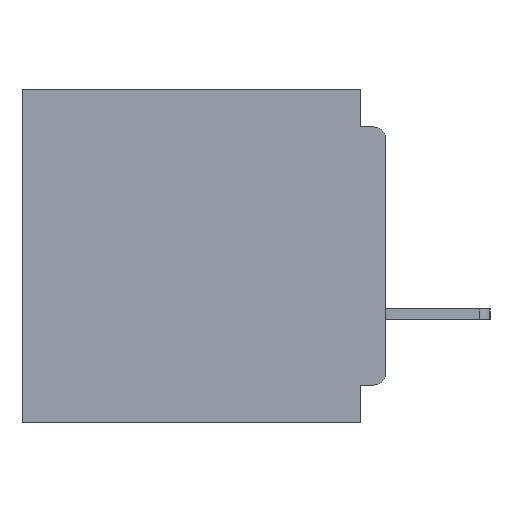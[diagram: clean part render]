
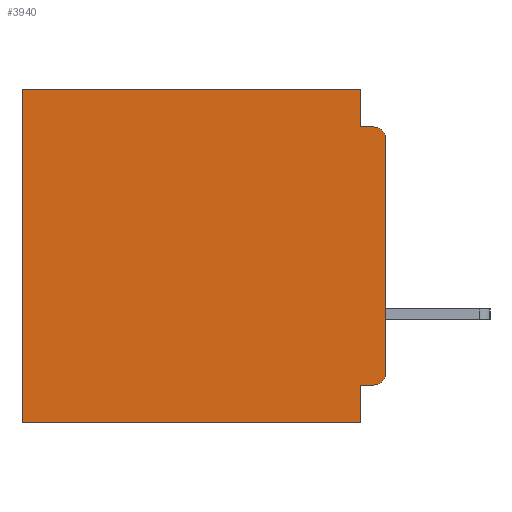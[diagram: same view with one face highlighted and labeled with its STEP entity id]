
A CAD part, left-side view. The second image highlights one B-rep face of the part: STEP entity #3940.
In plain terms, the highlighted planar face has unit normal (-1, 0, 0).
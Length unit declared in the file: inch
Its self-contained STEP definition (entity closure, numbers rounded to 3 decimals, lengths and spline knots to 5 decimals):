
#652 = DIRECTION ( 'NONE',  ( 0., 1., 0. ) ) ;
#2851 = CARTESIAN_POINT ( 'NONE',  ( 0.3, 0.031, -0.045 ) ) ;
#3360 = VECTOR ( 'NONE', #33034, 39.37008 ) ;
#3647 = CIRCLE ( 'NONE', #35392, 0.015 ) ;
#3940 = ADVANCED_FACE ( 'NONE', ( #17834 ), #14024, .F. ) ;
#3966 = EDGE_LOOP ( 'NONE', ( #20235, #28550, #31144, #24591, #5209, #17172, #22495, #11931, #14562, #10618 ) ) ;
#4782 = VERTEX_POINT ( 'NONE', #2851 ) ;
#4804 = VECTOR ( 'NONE', #21438, 39.37008 ) ;
#4906 = CARTESIAN_POINT ( 'NONE',  ( 0.3, 0.031, -0.4 ) ) ;
#5209 = ORIENTED_EDGE ( 'NONE', *, *, #25757, .T. ) ;
#5411 = LINE ( 'NONE', #23106, #19566 ) ;
#5493 = EDGE_CURVE ( 'NONE', #27241, #11239, #27327, .T. ) ;
#5801 = EDGE_CURVE ( 'NONE', #17672, #32133, #18591, .T. ) ;
#7050 = VERTEX_POINT ( 'NONE', #20599 ) ;
#8162 = CARTESIAN_POINT ( 'NONE',  ( 0.3, 0.015, -0.355 ) ) ;
#8351 = EDGE_CURVE ( 'NONE', #27241, #31033, #32766, .T. ) ;
#8554 = VERTEX_POINT ( 'NONE', #34680 ) ;
#8896 = DIRECTION ( 'NONE',  ( 0., 1., 0. ) ) ;
#9056 = CARTESIAN_POINT ( 'NONE',  ( 0.3, 0., -0.355 ) ) ;
#10097 = EDGE_CURVE ( 'NONE', #22161, #31179, #26744, .T. ) ;
#10618 = ORIENTED_EDGE ( 'NONE', *, *, #25533, .T. ) ;
#10873 = CARTESIAN_POINT ( 'NONE',  ( 0.3, 0.031, -0.355 ) ) ;
#11170 = DIRECTION ( 'NONE',  ( 0., 0., -1. ) ) ;
#11239 = VERTEX_POINT ( 'NONE', #19862 ) ;
#11539 = CARTESIAN_POINT ( 'NONE',  ( 0.3, 0.015, -0.06 ) ) ;
#11824 = VECTOR ( 'NONE', #8896, 39.37008 ) ;
#11931 = ORIENTED_EDGE ( 'NONE', *, *, #24538, .F. ) ;
#12655 = DIRECTION ( 'NONE',  ( -1., 0., 0. ) ) ;
#13935 = CARTESIAN_POINT ( 'NONE',  ( 0.3, 0.015, -0.34 ) ) ;
#14024 = PLANE ( 'NONE',  #21047 ) ;
#14442 = CARTESIAN_POINT ( 'NONE',  ( 0.3, 0., -0.4 ) ) ;
#14562 = ORIENTED_EDGE ( 'NONE', *, *, #10097, .F. ) ;
#15795 = CARTESIAN_POINT ( 'NONE',  ( 0.3, 0.031, 0. ) ) ;
#16252 = EDGE_CURVE ( 'NONE', #8554, #4782, #24590, .T. ) ;
#16666 = CARTESIAN_POINT ( 'NONE',  ( 0.3, 0., -0.06 ) ) ;
#16782 = DIRECTION ( 'NONE',  ( 0., 0., -1. ) ) ;
#17172 = ORIENTED_EDGE ( 'NONE', *, *, #19231, .T. ) ;
#17358 = EDGE_CURVE ( 'NONE', #4782, #31033, #33189, .T. ) ;
#17672 = VERTEX_POINT ( 'NONE', #4906 ) ;
#17732 = CARTESIAN_POINT ( 'NONE',  ( 0.3, 0., -0.045 ) ) ;
#17834 = FACE_OUTER_BOUND ( 'NONE', #3966, .T. ) ;
#17913 = CARTESIAN_POINT ( 'NONE',  ( 0.3, 0., 0. ) ) ;
#18591 = LINE ( 'NONE', #36245, #3360 ) ;
#18907 = VECTOR ( 'NONE', #652, 39.37008 ) ;
#19231 = EDGE_CURVE ( 'NONE', #7050, #32133, #5411, .T. ) ;
#19566 = VECTOR ( 'NONE', #25871, 39.37008 ) ;
#19862 = CARTESIAN_POINT ( 'NONE',  ( 0.3, 0., -0.34 ) ) ;
#20235 = ORIENTED_EDGE ( 'NONE', *, *, #5493, .F. ) ;
#20526 = CARTESIAN_POINT ( 'NONE',  ( 0.3, 0.437, -0.4 ) ) ;
#20599 = CARTESIAN_POINT ( 'NONE',  ( 0.3, 0.437, 0. ) ) ;
#20900 = CARTESIAN_POINT ( 'NONE',  ( 0.3, 0., -0.4 ) ) ;
#21047 = AXIS2_PLACEMENT_3D ( 'NONE', #14442, #29581, #29050 ) ;
#21438 = DIRECTION ( 'NONE',  ( 0., 0., -1. ) ) ;
#22161 = VERTEX_POINT ( 'NONE', #8162 ) ;
#22495 = ORIENTED_EDGE ( 'NONE', *, *, #5801, .F. ) ;
#23106 = CARTESIAN_POINT ( 'NONE',  ( 0.3, 0.437, -0.4 ) ) ;
#24084 = VECTOR ( 'NONE', #26021, 39.37008 ) ;
#24272 = DIRECTION ( 'NONE',  ( 0., 0., -1. ) ) ;
#24538 = EDGE_CURVE ( 'NONE', #31179, #17672, #29847, .T. ) ;
#24590 = LINE ( 'NONE', #15795, #31143 ) ;
#24591 = ORIENTED_EDGE ( 'NONE', *, *, #16252, .F. ) ;
#25399 = LINE ( 'NONE', #17913, #18907 ) ;
#25533 = EDGE_CURVE ( 'NONE', #22161, #11239, #3647, .T. ) ;
#25757 = EDGE_CURVE ( 'NONE', #8554, #7050, #25399, .T. ) ;
#25871 = DIRECTION ( 'NONE',  ( 0., 0., -1. ) ) ;
#26021 = DIRECTION ( 'NONE',  ( 0., -1., 0. ) ) ;
#26292 = CARTESIAN_POINT ( 'NONE',  ( 0.3, 0.031, -0.4 ) ) ;
#26407 = DIRECTION ( 'NONE',  ( 0., 0., -1. ) ) ;
#26744 = LINE ( 'NONE', #9056, #11824 ) ;
#27241 = VERTEX_POINT ( 'NONE', #16666 ) ;
#27327 = LINE ( 'NONE', #20900, #4804 ) ;
#28550 = ORIENTED_EDGE ( 'NONE', *, *, #8351, .T. ) ;
#28993 = VECTOR ( 'NONE', #26407, 39.37008 ) ;
#29050 = DIRECTION ( 'NONE',  ( 0., 0., -1. ) ) ;
#29581 = DIRECTION ( 'NONE',  ( 1., 0., 0. ) ) ;
#29847 = LINE ( 'NONE', #26292, #28993 ) ;
#31033 = VERTEX_POINT ( 'NONE', #35239 ) ;
#31143 = VECTOR ( 'NONE', #24272, 39.37008 ) ;
#31144 = ORIENTED_EDGE ( 'NONE', *, *, #17358, .F. ) ;
#31179 = VERTEX_POINT ( 'NONE', #10873 ) ;
#32133 = VERTEX_POINT ( 'NONE', #20526 ) ;
#32766 = CIRCLE ( 'NONE', #35481, 0.015 ) ;
#33034 = DIRECTION ( 'NONE',  ( 0., 1., 0. ) ) ;
#33189 = LINE ( 'NONE', #17732, #24084 ) ;
#33484 = DIRECTION ( 'NONE',  ( -1., 0., 0. ) ) ;
#34680 = CARTESIAN_POINT ( 'NONE',  ( 0.3, 0.031, 0. ) ) ;
#35239 = CARTESIAN_POINT ( 'NONE',  ( 0.3, 0.015, -0.045 ) ) ;
#35392 = AXIS2_PLACEMENT_3D ( 'NONE', #13935, #33484, #16782 ) ;
#35481 = AXIS2_PLACEMENT_3D ( 'NONE', #11539, #12655, #11170 ) ;
#36245 = CARTESIAN_POINT ( 'NONE',  ( 0.3, 0., -0.4 ) ) ;
